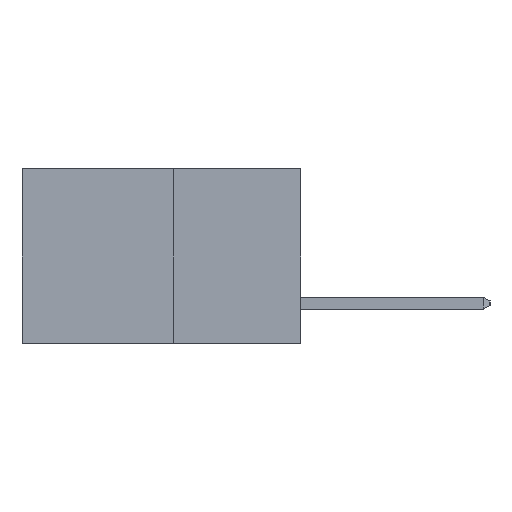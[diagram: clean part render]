
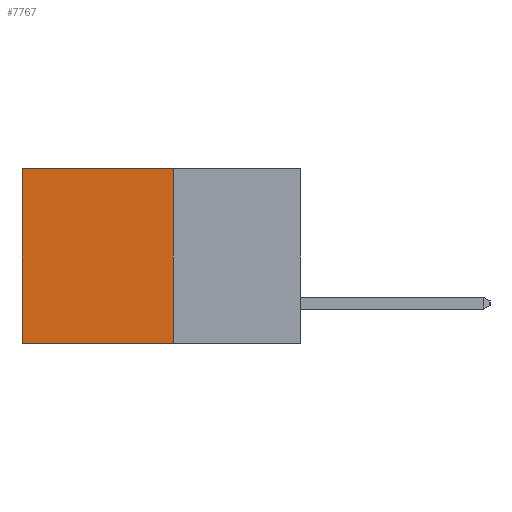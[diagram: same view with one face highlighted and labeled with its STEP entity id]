
A CAD part, left-side view. The second image highlights one B-rep face of the part: STEP entity #7767.
In plain terms, the highlighted planar face has unit normal (-1, 0, 0).
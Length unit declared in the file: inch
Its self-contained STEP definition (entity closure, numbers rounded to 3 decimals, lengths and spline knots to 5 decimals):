
#20 = VECTOR ( 'NONE', #13605, 39.37008 ) ;
#389 = ORIENTED_EDGE ( 'NONE', *, *, #13274, .F. ) ;
#662 = CARTESIAN_POINT ( 'NONE',  ( 0.277, 0.27, -0.37 ) ) ;
#1300 = VECTOR ( 'NONE', #18258, 39.37008 ) ;
#1364 = DIRECTION ( 'NONE',  ( 0., 0., -1. ) ) ;
#1396 = ORIENTED_EDGE ( 'NONE', *, *, #20021, .T. ) ;
#1540 = EDGE_CURVE ( 'NONE', #8272, #6111, #3444, .T. ) ;
#1968 = LINE ( 'NONE', #12479, #18954 ) ;
#3444 = LINE ( 'NONE', #662, #20390 ) ;
#4258 = EDGE_LOOP ( 'NONE', ( #18094, #19700, #389, #1396 ) ) ;
#5330 = CARTESIAN_POINT ( 'NONE',  ( 0.277, 0.27, -0.37 ) ) ;
#5525 = VERTEX_POINT ( 'NONE', #12064 ) ;
#6111 = VERTEX_POINT ( 'NONE', #6986 ) ;
#6331 = FACE_OUTER_BOUND ( 'NONE', #4258, .T. ) ;
#6791 = VERTEX_POINT ( 'NONE', #17035 ) ;
#6986 = CARTESIAN_POINT ( 'NONE',  ( 0.277, 0.59, -0.37 ) ) ;
#7767 = ADVANCED_FACE ( 'NONE', ( #6331 ), #14488, .F. ) ;
#8204 = EDGE_CURVE ( 'NONE', #6791, #6111, #1968, .T. ) ;
#8272 = VERTEX_POINT ( 'NONE', #14313 ) ;
#8811 = LINE ( 'NONE', #5330, #20 ) ;
#9514 = CARTESIAN_POINT ( 'NONE',  ( 0.277, 0.27, -0.37 ) ) ;
#10001 = LINE ( 'NONE', #14935, #1300 ) ;
#11198 = DIRECTION ( 'NONE',  ( 1., 0., 0. ) ) ;
#12064 = CARTESIAN_POINT ( 'NONE',  ( 0.277, 0.27, 0. ) ) ;
#12209 = AXIS2_PLACEMENT_3D ( 'NONE', #9514, #11198, #1364 ) ;
#12479 = CARTESIAN_POINT ( 'NONE',  ( 0.277, 0.59, -0.37 ) ) ;
#13274 = EDGE_CURVE ( 'NONE', #5525, #8272, #8811, .T. ) ;
#13605 = DIRECTION ( 'NONE',  ( 0., 0., -1. ) ) ;
#14313 = CARTESIAN_POINT ( 'NONE',  ( 0.277, 0.27, -0.37 ) ) ;
#14488 = PLANE ( 'NONE',  #12209 ) ;
#14935 = CARTESIAN_POINT ( 'NONE',  ( 0.277, 0.27, 0. ) ) ;
#17035 = CARTESIAN_POINT ( 'NONE',  ( 0.277, 0.59, 0. ) ) ;
#17507 = DIRECTION ( 'NONE',  ( 0., 0., -1. ) ) ;
#18094 = ORIENTED_EDGE ( 'NONE', *, *, #8204, .T. ) ;
#18258 = DIRECTION ( 'NONE',  ( 0., 1., 0. ) ) ;
#18954 = VECTOR ( 'NONE', #17507, 39.37008 ) ;
#19700 = ORIENTED_EDGE ( 'NONE', *, *, #1540, .F. ) ;
#20021 = EDGE_CURVE ( 'NONE', #5525, #6791, #10001, .T. ) ;
#20390 = VECTOR ( 'NONE', #21181, 39.37008 ) ;
#21181 = DIRECTION ( 'NONE',  ( 0., 1., 0. ) ) ;
